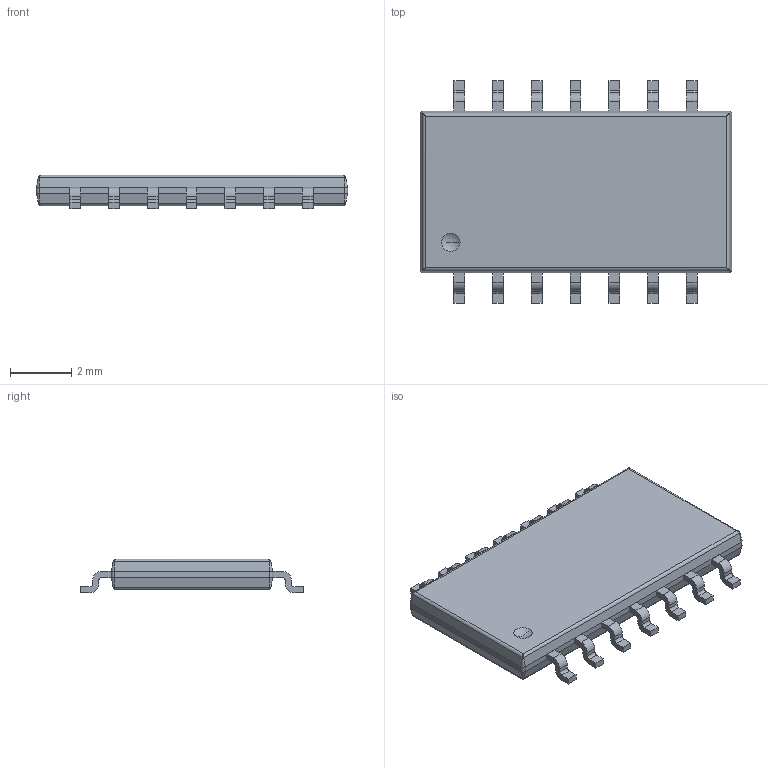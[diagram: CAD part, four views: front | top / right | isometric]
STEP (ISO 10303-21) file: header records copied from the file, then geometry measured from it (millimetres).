
FILE_DESCRIPTION (( 'STEP AP214' ), '1' );
FILE_NAME ('User Library-SOP14-p127-780.STEP', '2010-10-19T00:28:55', ( 'sysAdmin' ), ( 'SolidWorks' ), 'SwSTEP 2.0', 'SolidWorks 2010', '' );
FILE_SCHEMA (( 'AUTOMOTIVE_DESIGN' ));
Length unit declared in the file: millimetre
Products named in the file (1): User Library-SOP14-p127-780
Bounding box: 10.2 x 7.3 x 1.1 mm (x, y, z)
Volume: 54.2 mm3; surface area: 154.1 mm2
Topology: 8 solids, 8 shells, 242 faces, 614 edges, 381 vertices
Faces by surface type: plane 154, cylinder 70, cone 8, bspline 8, sphere 2
Entity records: 10537 total; most frequent: CARTESIAN_POINT 1998, ORIENTED_EDGE 1212, DIRECTION 1178, EDGE_CURVE 606, VECTOR 456, LINE 456, VERTEX_POINT 381, AXIS2_PLACEMENT_3D 361
